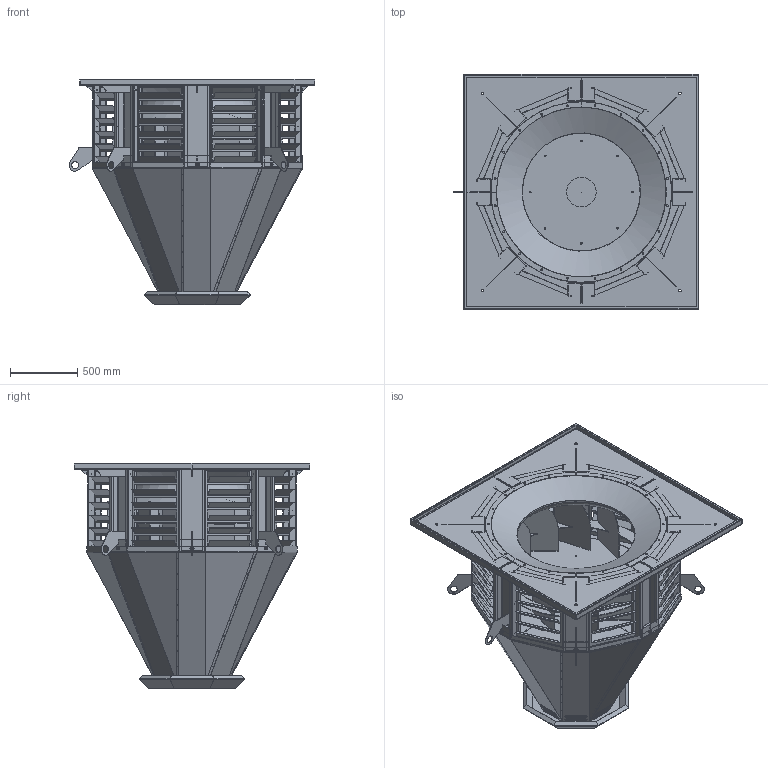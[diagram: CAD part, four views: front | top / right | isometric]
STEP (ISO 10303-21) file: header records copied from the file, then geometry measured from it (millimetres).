
FILE_DESCRIPTION(('STEP AP203'), '1');
FILE_NAME('ﾂﾊﾐ 12.5', '', ('UNSPECIFIED'), ('UNSPECIFIED'), 'ASCON STEP Converter 1.3', 'ASCON Math Kernel', '');
FILE_SCHEMA(('CONFIG_CONTROL_DESIGN'));
Length unit declared in the file: millimetre
Bounding box: 1825.45 x 1746 x 1676.78 mm (x, y, z)
Volume: 56924790.9 mm3; surface area: 38735330 mm2
Topology: 6 solids, 6 shells, 5421 faces, 14777 edges, 9083 vertices
Faces by surface type: plane 4154, cylinder 1214, bspline 32, extrusion 14, cone 5, torus 2
Full cylindrical faces by diameter (mm): 5 x161, 6.5 x48, 12 x8, 12.3 x20, 12.5 x8, 13 x28, 13.3 x20, 16 x16, 17 x9, 18 x4, 19 x32, 23 x12, 28 x112, 52 x5, 220 x1, 352 x2, 874 x1, 878 x1, 1063 x1, 1240 x1, 1260 x1, 1342 x1
Entity records: 213091 total; most frequent: CARTESIAN_POINT 32505, ORIENTED_EDGE 28556, DIRECTION 27007, EDGE_CURVE 14278, VECTOR 11329, LINE 11315, VERTEX_POINT 9083, AXIS2_PLACEMENT_3D 7839
